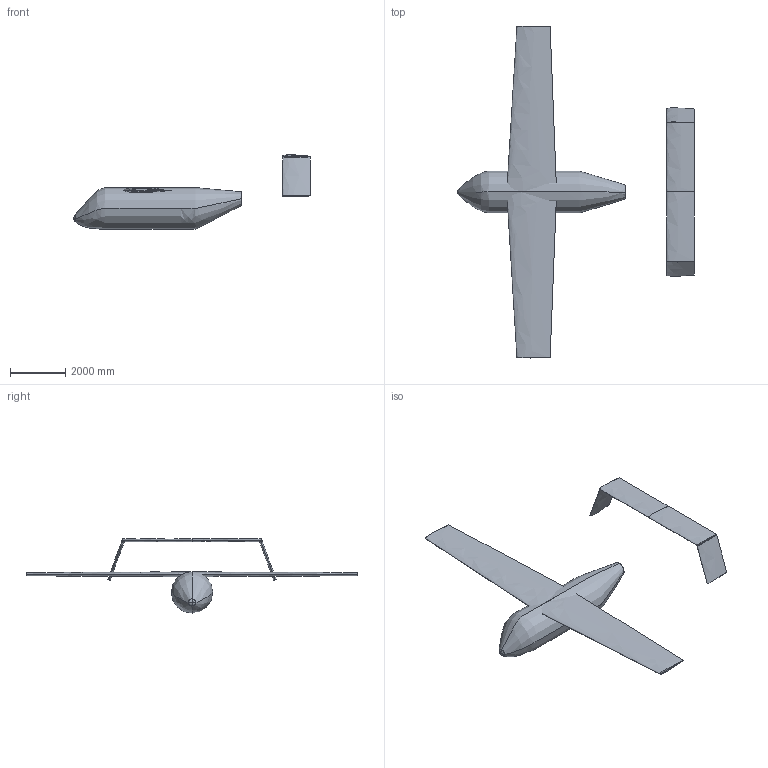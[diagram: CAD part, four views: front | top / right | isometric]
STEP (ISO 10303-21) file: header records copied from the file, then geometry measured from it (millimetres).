
FILE_DESCRIPTION((''),'1');
FILE_NAME('outfile.stp','2024-05-21T18:32:31',(''),(''),'','','');
FILE_SCHEMA(('CONFIG_CONTROL_DESIGN'));
Length unit declared in the file: metre
Bounding box: 8553.32 x 12000 x 2685.06 mm (x, y, z)
Surface area: 80488816.2 mm2 (no closed solid volume)
Topology: 0 solids, 0 shells, 48 faces, 192 edges, 136 vertices
Faces by surface type: bspline 48
Entity records: 7883 total; most frequent: CARTESIAN_POINT 7769, B_SPLINE_SURFACE_WITH_KNOTS 48, GEOMETRIC_SET 7, GEOMETRICALLY_BOUNDED_SURFACE_SHAPE_REPRESENTATION 7, SHAPE_REPRESENTATION_RELATIONSHIP 7, PERSON_AND_ORGANIZATION_ROLE 4, CC_DESIGN_PERSON_AND_ORGANIZATION_ASSIGNMENT 4, DIRECTION 2
